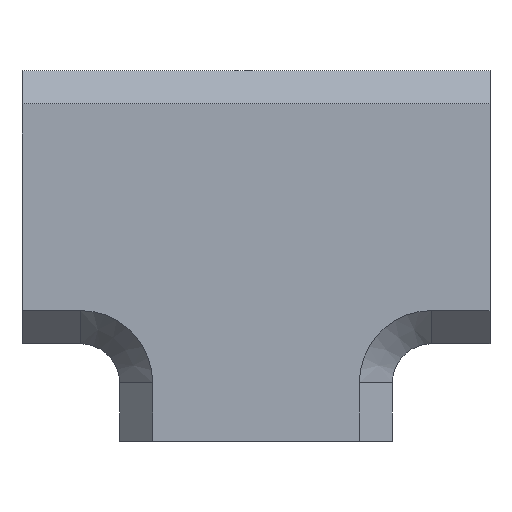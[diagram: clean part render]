
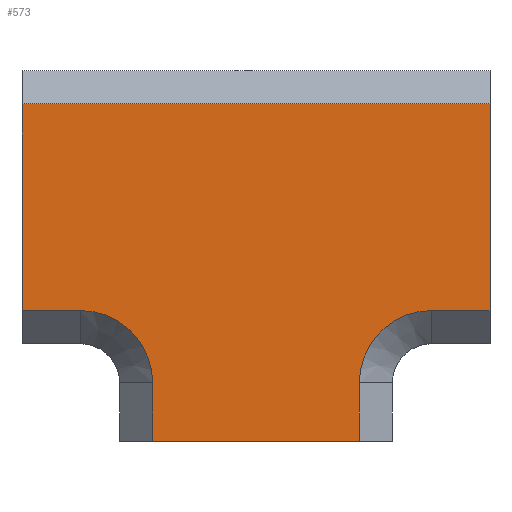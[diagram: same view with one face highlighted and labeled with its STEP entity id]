
A CAD part, front view. The second image highlights one B-rep face of the part: STEP entity #573.
In plain terms, the highlighted planar face has unit normal (0, -1, 0).
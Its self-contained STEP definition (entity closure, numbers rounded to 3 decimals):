
#34=PLANE('',#636);
#76=FACE_OUTER_BOUND('',#111,.T.);
#111=EDGE_LOOP('',(#526,#527,#528,#529,#530,#531,#532,#533,#534,#535));
#119=LINE('',#828,#180);
#128=LINE('',#853,#189);
#136=LINE('',#872,#197);
#144=LINE('',#886,#205);
#147=LINE('',#892,#208);
#149=LINE('',#900,#210);
#155=LINE('',#914,#216);
#160=LINE('',#926,#221);
#180=VECTOR('',#664,10.);
#189=VECTOR('',#685,10.);
#197=VECTOR('',#699,10.);
#205=VECTOR('',#713,10.);
#208=VECTOR('',#718,10.);
#210=VECTOR('',#728,10.);
#216=VECTOR('',#744,10.);
#221=VECTOR('',#757,10.);
#242=CIRCLE('',#612,1.85);
#245=CIRCLE('',#621,1.85);
#260=VERTEX_POINT('',#825);
#261=VERTEX_POINT('',#827);
#270=VERTEX_POINT('',#850);
#271=VERTEX_POINT('',#852);
#278=VERTEX_POINT('',#869);
#279=VERTEX_POINT('',#871);
#284=VERTEX_POINT('',#890);
#286=VERTEX_POINT('',#896);
#289=VERTEX_POINT('',#913);
#291=VERTEX_POINT('',#919);
#312=EDGE_CURVE('',#260,#261,#119,.T.);
#324=EDGE_CURVE('',#271,#270,#128,.T.);
#333=EDGE_CURVE('',#279,#278,#136,.T.);
#341=EDGE_CURVE('',#261,#278,#144,.T.);
#344=EDGE_CURVE('',#284,#260,#147,.T.);
#347=EDGE_CURVE('',#286,#284,#242,.T.);
#348=EDGE_CURVE('',#271,#286,#149,.T.);
#355=EDGE_CURVE('',#279,#289,#155,.T.);
#360=EDGE_CURVE('',#289,#291,#245,.T.);
#362=EDGE_CURVE('',#291,#270,#160,.T.);
#526=ORIENTED_EDGE('',*,*,#341,.F.);
#527=ORIENTED_EDGE('',*,*,#312,.F.);
#528=ORIENTED_EDGE('',*,*,#344,.F.);
#529=ORIENTED_EDGE('',*,*,#347,.F.);
#530=ORIENTED_EDGE('',*,*,#348,.F.);
#531=ORIENTED_EDGE('',*,*,#324,.T.);
#532=ORIENTED_EDGE('',*,*,#362,.F.);
#533=ORIENTED_EDGE('',*,*,#360,.F.);
#534=ORIENTED_EDGE('',*,*,#355,.F.);
#535=ORIENTED_EDGE('',*,*,#333,.T.);
#573=ADVANCED_FACE('',(#76),#34,.F.);
#612=AXIS2_PLACEMENT_3D('',#898,#724,#725);
#621=AXIS2_PLACEMENT_3D('',#923,#752,#753);
#636=AXIS2_PLACEMENT_3D('',#958,#796,#797);
#664=DIRECTION('',(0.,0.,1.));
#685=DIRECTION('',(1.,0.,0.));
#699=DIRECTION('',(0.,0.,1.));
#713=DIRECTION('',(1.,0.,0.));
#718=DIRECTION('',(-1.,0.,0.));
#724=DIRECTION('center_axis',(0.,-1.,0.));
#725=DIRECTION('ref_axis',(0.707,0.,0.707));
#728=DIRECTION('',(0.,0.,1.));
#744=DIRECTION('',(-1.,0.,0.));
#752=DIRECTION('center_axis',(0.,-1.,0.));
#753=DIRECTION('ref_axis',(-0.707,0.,0.707));
#757=DIRECTION('',(0.,0.,-1.));
#796=DIRECTION('center_axis',(0.,1.,0.));
#797=DIRECTION('ref_axis',(1.,0.,0.));
#825=CARTESIAN_POINT('',(-6.,0.,-2.65));
#827=CARTESIAN_POINT('',(-6.,0.,2.65));
#828=CARTESIAN_POINT('',(-6.,0.,-2.));
#850=CARTESIAN_POINT('',(2.65,0.,-6.));
#852=CARTESIAN_POINT('',(-2.65,0.,-6.));
#853=CARTESIAN_POINT('',(2.,0.,-6.));
#869=CARTESIAN_POINT('',(6.,0.,2.65));
#871=CARTESIAN_POINT('',(6.,0.,-2.65));
#872=CARTESIAN_POINT('',(6.,0.,2.));
#886=CARTESIAN_POINT('',(-3.,0.,2.65));
#890=CARTESIAN_POINT('',(-4.5,0.,-2.65));
#892=CARTESIAN_POINT('',(-1.75,0.,-2.65));
#896=CARTESIAN_POINT('',(-2.65,0.,-4.5));
#898=CARTESIAN_POINT('Origin',(-4.5,0.,-4.5));
#900=CARTESIAN_POINT('',(-2.65,0.,-3.625));
#913=CARTESIAN_POINT('',(4.5,0.,-2.65));
#914=CARTESIAN_POINT('',(3.,0.,-2.65));
#919=CARTESIAN_POINT('',(2.65,0.,-4.5));
#923=CARTESIAN_POINT('Origin',(4.5,0.,-4.5));
#926=CARTESIAN_POINT('',(2.65,0.,-2.375));
#958=CARTESIAN_POINT('Origin',(0.,0.,-1.25));
